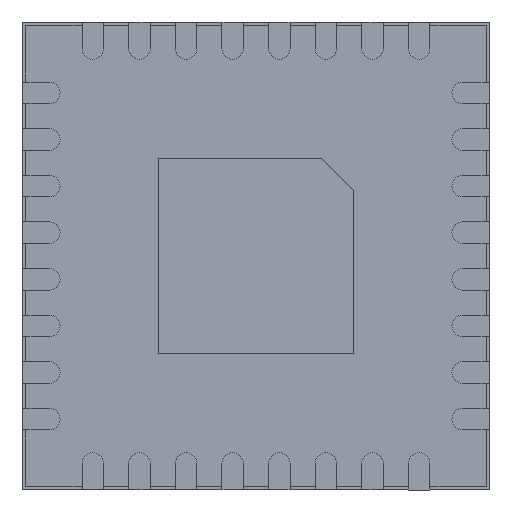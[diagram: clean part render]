
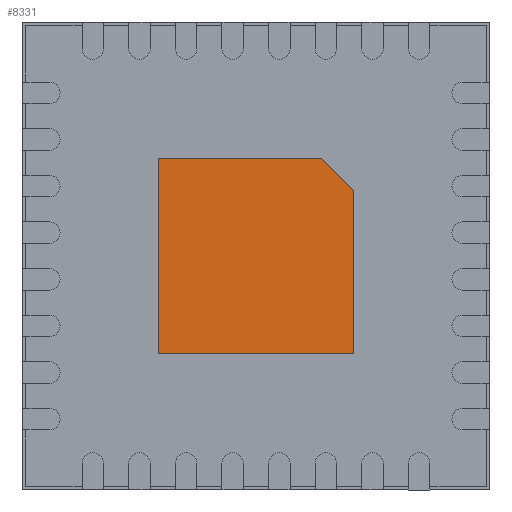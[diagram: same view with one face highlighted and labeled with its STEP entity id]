
A CAD part, front view. The second image highlights one B-rep face of the part: STEP entity #8331.
In plain terms, the highlighted planar face has unit normal (0, -1, 0).
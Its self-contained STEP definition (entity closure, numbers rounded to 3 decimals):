
#444 = CARTESIAN_POINT ( 'NONE',  ( 0.7, -0.05, 1.05 ) ) ;
#476 = LINE ( 'NONE', #2560, #7401 ) ;
#513 = ORIENTED_EDGE ( 'NONE', *, *, #6905, .T. ) ;
#1004 = VECTOR ( 'NONE', #5904, 1000. ) ;
#1112 = CARTESIAN_POINT ( 'NONE',  ( 1.05, -0.05, 0.7 ) ) ;
#1141 = DIRECTION ( 'NONE',  ( 0., 0., -1. ) ) ;
#1169 = VECTOR ( 'NONE', #5514, 1000. ) ;
#1195 = CARTESIAN_POINT ( 'NONE',  ( 1.05, -0.05, -1.05 ) ) ;
#1625 = EDGE_CURVE ( 'NONE', #2321, #2234, #4441, .T. ) ;
#2060 = DIRECTION ( 'NONE',  ( 0., 1., 0. ) ) ;
#2234 = VERTEX_POINT ( 'NONE', #1195 ) ;
#2321 = VERTEX_POINT ( 'NONE', #4077 ) ;
#2409 = CARTESIAN_POINT ( 'NONE',  ( -1.05, -0.05, -1.05 ) ) ;
#2560 = CARTESIAN_POINT ( 'NONE',  ( -1.05, -0.05, -1.05 ) ) ;
#2725 = DIRECTION ( 'NONE',  ( 0., 0., 1. ) ) ;
#2878 = CARTESIAN_POINT ( 'NONE',  ( -1.05, -0.05, 1.05 ) ) ;
#3242 = ORIENTED_EDGE ( 'NONE', *, *, #8899, .T. ) ;
#3267 = EDGE_LOOP ( 'NONE', ( #3242, #9114, #8227, #5670, #513 ) ) ;
#3354 = PLANE ( 'NONE',  #4518 ) ;
#3756 = VECTOR ( 'NONE', #6029, 1000. ) ;
#4077 = CARTESIAN_POINT ( 'NONE',  ( -1.05, -0.05, -1.05 ) ) ;
#4441 = LINE ( 'NONE', #2409, #5796 ) ;
#4485 = LINE ( 'NONE', #7416, #1004 ) ;
#4518 = AXIS2_PLACEMENT_3D ( 'NONE', #8541, #2060, #2725 ) ;
#4939 = EDGE_CURVE ( 'NONE', #2234, #7329, #4485, .T. ) ;
#5327 = VERTEX_POINT ( 'NONE', #8959 ) ;
#5514 = DIRECTION ( 'NONE',  ( -0.707, 0., 0.707 ) ) ;
#5657 = EDGE_CURVE ( 'NONE', #7329, #5327, #7715, .T. ) ;
#5670 = ORIENTED_EDGE ( 'NONE', *, *, #5657, .T. ) ;
#5796 = VECTOR ( 'NONE', #7323, 1000. ) ;
#5904 = DIRECTION ( 'NONE',  ( 0., 0., 1. ) ) ;
#6029 = DIRECTION ( 'NONE',  ( -1., 0., 0. ) ) ;
#6273 = FACE_OUTER_BOUND ( 'NONE', #3267, .T. ) ;
#6905 = EDGE_CURVE ( 'NONE', #5327, #7054, #8961, .T. ) ;
#7054 = VERTEX_POINT ( 'NONE', #2878 ) ;
#7323 = DIRECTION ( 'NONE',  ( 1., 0., 0. ) ) ;
#7329 = VERTEX_POINT ( 'NONE', #1112 ) ;
#7401 = VECTOR ( 'NONE', #1141, 1000. ) ;
#7416 = CARTESIAN_POINT ( 'NONE',  ( 1.05, -0.05, -1.05 ) ) ;
#7715 = LINE ( 'NONE', #444, #1169 ) ;
#8095 = CARTESIAN_POINT ( 'NONE',  ( -1.05, -0.05, 1.05 ) ) ;
#8227 = ORIENTED_EDGE ( 'NONE', *, *, #4939, .T. ) ;
#8331 = ADVANCED_FACE ( 'NONE', ( #6273 ), #3354, .F. ) ;
#8541 = CARTESIAN_POINT ( 'NONE',  ( 0., -0.05, 0. ) ) ;
#8899 = EDGE_CURVE ( 'NONE', #7054, #2321, #476, .T. ) ;
#8959 = CARTESIAN_POINT ( 'NONE',  ( 0.7, -0.05, 1.05 ) ) ;
#8961 = LINE ( 'NONE', #8095, #3756 ) ;
#9114 = ORIENTED_EDGE ( 'NONE', *, *, #1625, .T. ) ;
